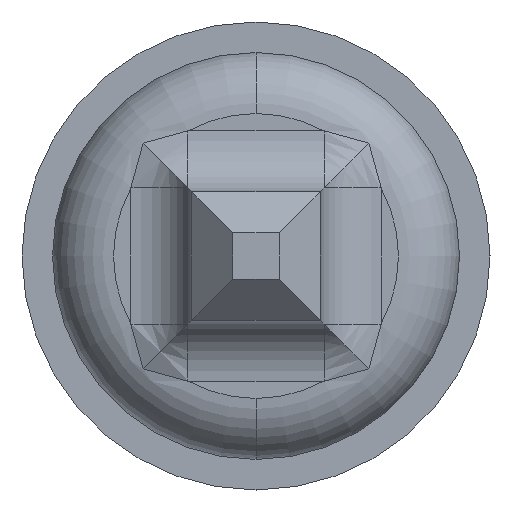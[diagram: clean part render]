
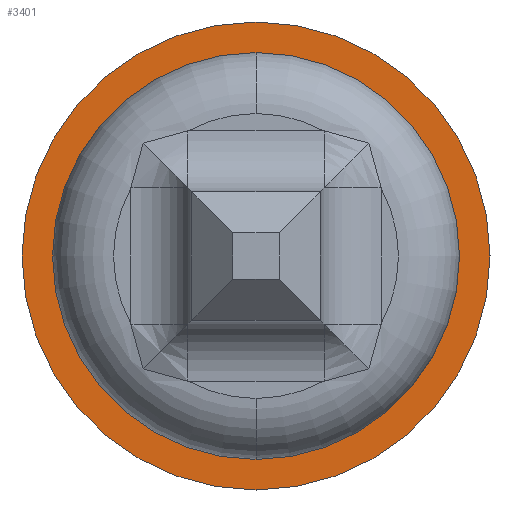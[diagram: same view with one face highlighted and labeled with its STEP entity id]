
A CAD part, front view. The second image highlights one B-rep face of the part: STEP entity #3401.
In plain terms, the highlighted planar face has unit normal (0, -1, 0).
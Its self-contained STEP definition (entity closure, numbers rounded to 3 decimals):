
#46 = ORIENTED_EDGE ( 'NONE', *, *, #3621, .T. ) ;
#90 = CARTESIAN_POINT ( 'NONE',  ( 0., -2., 0. ) ) ;
#201 = DIRECTION ( 'NONE',  ( 0., 1., 0. ) ) ;
#230 = FACE_OUTER_BOUND ( 'NONE', #1882, .T. ) ;
#421 = DIRECTION ( 'NONE',  ( 0., 0., -1. ) ) ;
#723 = EDGE_CURVE ( 'Defeature ausgef�hrt1_7+Defeature ausgef�hrt1_8+Defeature ausgef�hrt1_8+Defeature ausgef�hrt1_8', #808, #2228, #752, .T. ) ;
#752 = CIRCLE ( 'NONE', #1432, 1. ) ;
#808 = VERTEX_POINT ( 'NONE', #3327 ) ;
#847 = CARTESIAN_POINT ( 'NONE',  ( 0., -2., 0. ) ) ;
#1041 = ORIENTED_EDGE ( 'NONE', *, *, #2550, .F. ) ;
#1056 = CARTESIAN_POINT ( 'NONE',  ( -1.15, -2., 0. ) ) ;
#1138 = AXIS2_PLACEMENT_3D ( 'NONE', #2241, #1192, #3592 ) ;
#1192 = DIRECTION ( 'NONE',  ( 0., 1., 0. ) ) ;
#1282 = CIRCLE ( 'NONE', #2021, 1.15 ) ;
#1432 = AXIS2_PLACEMENT_3D ( 'NONE', #2977, #2964, #4309 ) ;
#1468 = DIRECTION ( 'NONE',  ( 0., 1., 0. ) ) ;
#1590 = CARTESIAN_POINT ( 'NONE',  ( 0., -2., 1.15 ) ) ;
#1625 = EDGE_LOOP ( 'NONE', ( #46, #1707 ) ) ;
#1707 = ORIENTED_EDGE ( 'NONE', *, *, #723, .T. ) ;
#1856 = AXIS2_PLACEMENT_3D ( 'NONE', #847, #201, #2573 ) ;
#1882 = EDGE_LOOP ( 'NONE', ( #2000, #1041 ) ) ;
#2000 = ORIENTED_EDGE ( 'NONE', *, *, #3934, .F. ) ;
#2021 = AXIS2_PLACEMENT_3D ( 'NONE', #90, #1468, #3498 ) ;
#2228 = VERTEX_POINT ( 'NONE', #4235 ) ;
#2241 = CARTESIAN_POINT ( 'NONE',  ( 0., -2., 0. ) ) ;
#2362 = VERTEX_POINT ( 'NONE', #1590 ) ;
#2550 = EDGE_CURVE ( 'Defeature ausgef�hrt1_6+Defeature ausgef�hrt1_7+Defeature ausgef�hrt1_7+Defeature ausgef�hrt1_7', #3989, #2362, #1282, .T. ) ;
#2566 = FACE_BOUND ( 'NONE', #1625, .T. ) ;
#2573 = DIRECTION ( 'NONE',  ( 0., 0., 1. ) ) ;
#2648 = CARTESIAN_POINT ( 'NONE',  ( 0., -2., -1.15 ) ) ;
#2931 = CIRCLE ( 'NONE', #1138, 1. ) ;
#2964 = DIRECTION ( 'NONE',  ( 0., 1., 0. ) ) ;
#2977 = CARTESIAN_POINT ( 'NONE',  ( 0., -2., 0. ) ) ;
#3327 = CARTESIAN_POINT ( 'NONE',  ( 0., -2., -1. ) ) ;
#3401 = ADVANCED_FACE ( 'Defeature ausgef�hrt1_7', ( #2566, #230 ), #4160, .T. ) ;
#3498 = DIRECTION ( 'NONE',  ( 0., 0., 1. ) ) ;
#3527 = CIRCLE ( 'NONE', #1856, 1.15 ) ;
#3592 = DIRECTION ( 'NONE',  ( 0., 0., 1. ) ) ;
#3621 = EDGE_CURVE ( 'Defeature ausgef�hrt1_7+Defeature ausgef�hrt1_8+Defeature ausgef�hrt1_8+Defeature ausgef�hrt1_8', #2228, #808, #2931, .T. ) ;
#3761 = AXIS2_PLACEMENT_3D ( 'NONE', #1056, #3832, #421 ) ;
#3832 = DIRECTION ( 'NONE',  ( 0., -1., 0. ) ) ;
#3934 = EDGE_CURVE ( 'Defeature ausgef�hrt1_6+Defeature ausgef�hrt1_7+Defeature ausgef�hrt1_7+Defeature ausgef�hrt1_7', #2362, #3989, #3527, .T. ) ;
#3989 = VERTEX_POINT ( 'NONE', #2648 ) ;
#4160 = PLANE ( 'NONE',  #3761 ) ;
#4235 = CARTESIAN_POINT ( 'NONE',  ( 0., -2., 1. ) ) ;
#4309 = DIRECTION ( 'NONE',  ( 0., 0., 1. ) ) ;
